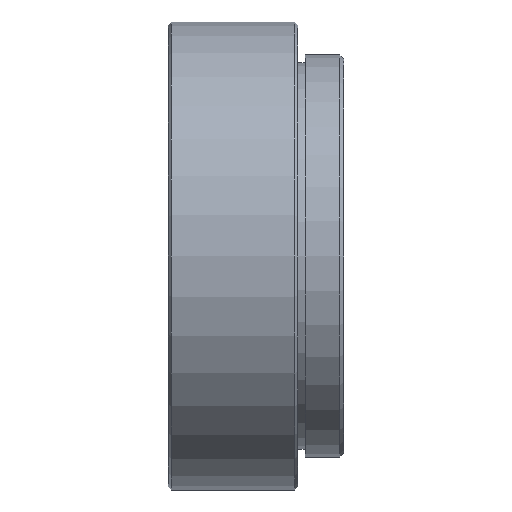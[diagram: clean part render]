
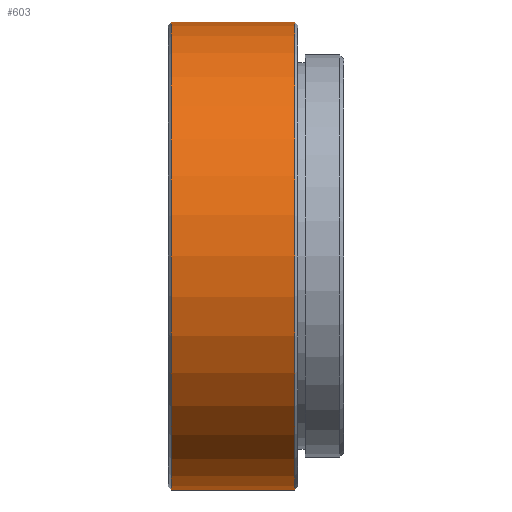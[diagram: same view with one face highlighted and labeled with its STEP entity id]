
A CAD part, front view. The second image highlights one B-rep face of the part: STEP entity #603.
In plain terms, the highlighted cylindrical face has radius 15.25 mm (diameter 30.5 mm), a partial arc.
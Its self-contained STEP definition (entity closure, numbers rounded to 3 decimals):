
#10 = EDGE_CURVE ( 'NONE', #1227, #119, #1633, .T. ) ;
#25 = CIRCLE ( 'NONE', #48, 15.25 ) ;
#48 = AXIS2_PLACEMENT_3D ( 'NONE', #1499, #1630, #853 ) ;
#54 = CARTESIAN_POINT ( 'NONE',  ( -4.694, -20.109, -15.25 ) ) ;
#64 = DIRECTION ( 'NONE',  ( 0., 0., -1. ) ) ;
#70 = VECTOR ( 'NONE', #318, 1000. ) ;
#119 = VERTEX_POINT ( 'NONE', #1362 ) ;
#277 = FACE_OUTER_BOUND ( 'NONE', #1127, .T. ) ;
#318 = DIRECTION ( 'NONE',  ( -1., 0., 0. ) ) ;
#355 = CIRCLE ( 'NONE', #904, 15.25 ) ;
#419 = DIRECTION ( 'NONE',  ( -1., 0., 0. ) ) ;
#424 = ORIENTED_EDGE ( 'NONE', *, *, #10, .T. ) ;
#455 = CARTESIAN_POINT ( 'NONE',  ( 3.526, -20.109, 15.25 ) ) ;
#459 = DIRECTION ( 'NONE',  ( -1., 0., 0. ) ) ;
#550 = EDGE_CURVE ( 'NONE', #864, #1227, #355, .T. ) ;
#603 = ADVANCED_FACE ( 'NONE', ( #277 ), #1137, .T. ) ;
#630 = CARTESIAN_POINT ( 'NONE',  ( 3.526, -20.109, 0. ) ) ;
#832 = ORIENTED_EDGE ( 'NONE', *, *, #972, .F. ) ;
#833 = CARTESIAN_POINT ( 'NONE',  ( 3.326, -20.109, 15.25 ) ) ;
#853 = DIRECTION ( 'NONE',  ( 0., 0., 1. ) ) ;
#864 = VERTEX_POINT ( 'NONE', #1503 ) ;
#884 = DIRECTION ( 'NONE',  ( -1., 0., 0. ) ) ;
#904 = AXIS2_PLACEMENT_3D ( 'NONE', #1072, #459, #64 ) ;
#915 = LINE ( 'NONE', #1154, #1327 ) ;
#924 = EDGE_CURVE ( 'NONE', #119, #1619, #25, .T. ) ;
#929 = AXIS2_PLACEMENT_3D ( 'NONE', #630, #419, #1255 ) ;
#972 = EDGE_CURVE ( 'NONE', #864, #1619, #915, .T. ) ;
#1072 = CARTESIAN_POINT ( 'NONE',  ( 3.326, -20.109, 0. ) ) ;
#1107 = ORIENTED_EDGE ( 'NONE', *, *, #550, .T. ) ;
#1127 = EDGE_LOOP ( 'NONE', ( #832, #1107, #424, #1576 ) ) ;
#1137 = CYLINDRICAL_SURFACE ( 'NONE', #929, 15.25 ) ;
#1154 = CARTESIAN_POINT ( 'NONE',  ( 3.526, -20.109, -15.25 ) ) ;
#1227 = VERTEX_POINT ( 'NONE', #833 ) ;
#1255 = DIRECTION ( 'NONE',  ( 0., 0., 1. ) ) ;
#1327 = VECTOR ( 'NONE', #884, 1000. ) ;
#1362 = CARTESIAN_POINT ( 'NONE',  ( -4.694, -20.109, 15.25 ) ) ;
#1499 = CARTESIAN_POINT ( 'NONE',  ( -4.694, -20.109, 0. ) ) ;
#1503 = CARTESIAN_POINT ( 'NONE',  ( 3.326, -20.109, -15.25 ) ) ;
#1576 = ORIENTED_EDGE ( 'NONE', *, *, #924, .T. ) ;
#1619 = VERTEX_POINT ( 'NONE', #54 ) ;
#1630 = DIRECTION ( 'NONE',  ( 1., 0., 0. ) ) ;
#1633 = LINE ( 'NONE', #455, #70 ) ;
